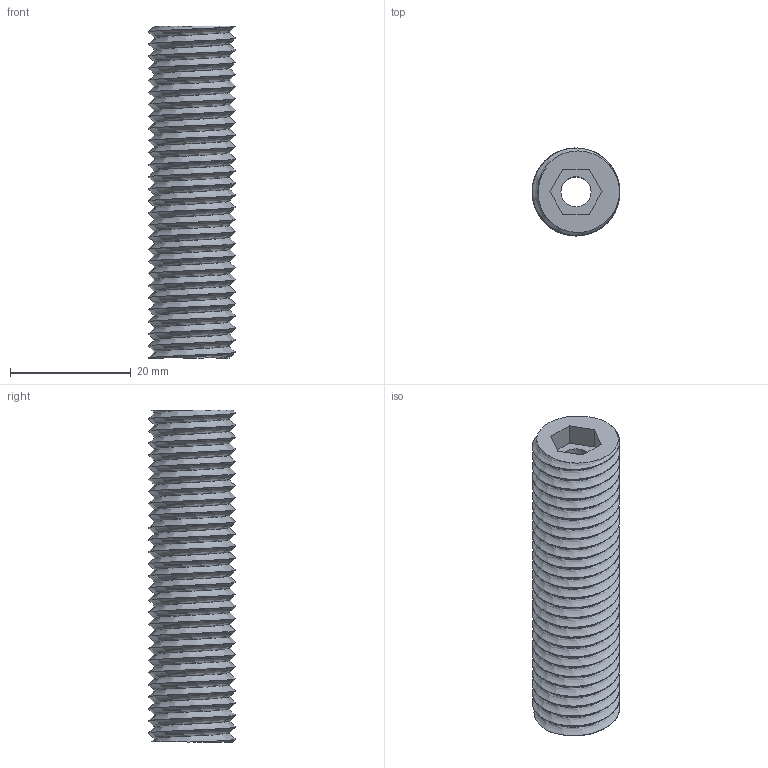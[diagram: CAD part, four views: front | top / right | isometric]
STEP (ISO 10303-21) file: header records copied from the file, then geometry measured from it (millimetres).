
FILE_DESCRIPTION((''),'2;1');
FILE_NAME('hub screw.ipt.step','2013-10-18T14:31:36',(''),(''),'Autodesk Inventor 2013','Autodesk Inventor 2013','');
FILE_SCHEMA(('AUTOMOTIVE_DESIGN { 1 0 10303 214 1 1 1 1 }'));
Length unit declared in the file: millimetre
Products named in the file (1): hub screw
Bounding box: 14.5 x 14.5 x 55 mm (x, y, z)
Volume: 6705.5 mm3; surface area: 4447.7 mm2
Topology: 1 solids, 1 shells, 13 faces, 30 edges, 20 vertices
Faces by surface type: plane 9, bspline 2, cylinder 2
Full cylindrical faces by diameter (mm): 5 x1
Entity records: 5029 total; most frequent: CARTESIAN_POINT 4719, ORIENTED_EDGE 58, DIRECTION 50, EDGE_CURVE 29, VERTEX_POINT 20, VECTOR 18, LINE 18, EDGE_LOOP 17
